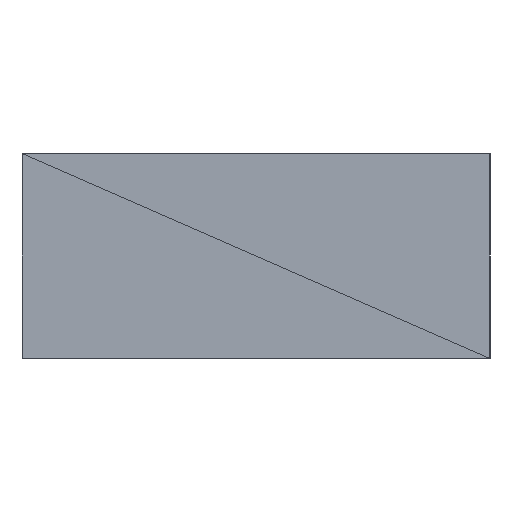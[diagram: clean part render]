
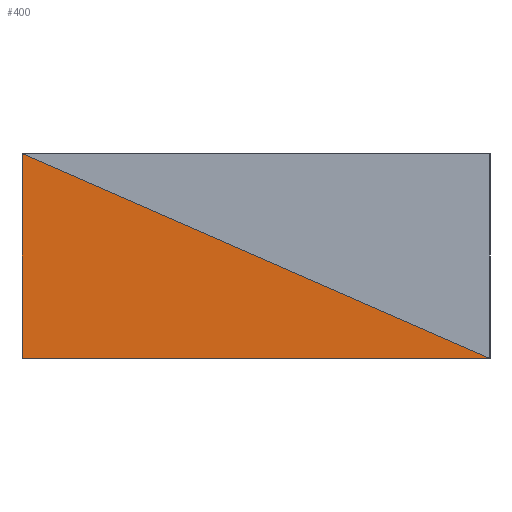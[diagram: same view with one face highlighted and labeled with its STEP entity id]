
A CAD part, left-side view. The second image highlights one B-rep face of the part: STEP entity #400.
In plain terms, the highlighted planar face has unit normal (-1, 0, 0).
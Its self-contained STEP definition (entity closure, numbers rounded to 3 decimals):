
#354 = VERTEX_POINT('',#355);
#355 = CARTESIAN_POINT('',(-196.,91.,0.));
#389 = PLANE('',#390);
#390 = AXIS2_PLACEMENT_3D('',#391,#392,#393);
#391 = CARTESIAN_POINT('',(20.244,-22.756,0.));
#392 = DIRECTION('',(-0.,-0.,-1.));
#393 = DIRECTION('',(-1.,0.,0.));
#400 = ADVANCED_FACE('',(#401),#415,.T.);
#401 = FACE_BOUND('',#402,.T.);
#402 = EDGE_LOOP('',(#403,#437,#462));
#403 = ORIENTED_EDGE('',*,*,#404,.T.);
#404 = EDGE_CURVE('',#405,#407,#409,.T.);
#405 = VERTEX_POINT('',#406);
#406 = CARTESIAN_POINT('',(-196.,-69.,0.));
#407 = VERTEX_POINT('',#408);
#408 = CARTESIAN_POINT('',(-196.,91.,70.));
#409 = SURFACE_CURVE('',#410,(#414,#426),.PCURVE_S1.);
#410 = LINE('',#411,#412);
#411 = CARTESIAN_POINT('',(-196.,-69.,0.));
#412 = VECTOR('',#413,1.);
#413 = DIRECTION('',(0.,0.916,0.401));
#414 = PCURVE('',#415,#420);
#415 = PLANE('',#416);
#416 = AXIS2_PLACEMENT_3D('',#417,#418,#419);
#417 = CARTESIAN_POINT('',(-196.,24.839,21.161));
#418 = DIRECTION('',(-1.,-0.,-0.));
#419 = DIRECTION('',(0.,0.,-1.));
#420 = DEFINITIONAL_REPRESENTATION('',(#421),#425);
#421 = LINE('',#422,#423);
#422 = CARTESIAN_POINT('',(21.161,93.839));
#423 = VECTOR('',#424,1.);
#424 = DIRECTION('',(-0.401,-0.916));
#425 = ( GEOMETRIC_REPRESENTATION_CONTEXT(2) 
PARAMETRIC_REPRESENTATION_CONTEXT() REPRESENTATION_CONTEXT('2D SPACE',''
  ) );
#426 = PCURVE('',#427,#432);
#427 = PLANE('',#428);
#428 = AXIS2_PLACEMENT_3D('',#429,#430,#431);
#429 = CARTESIAN_POINT('',(-196.,-2.839,48.839));
#430 = DIRECTION('',(-1.,-0.,-0.));
#431 = DIRECTION('',(0.,0.,-1.));
#432 = DEFINITIONAL_REPRESENTATION('',(#433),#436);
#433 = B_SPLINE_CURVE_WITH_KNOTS('',1,(#434,#435),.UNSPECIFIED.,.F.,.F.,
  (2,2),(0.,174.642),.PIECEWISE_BEZIER_KNOTS.);
#434 = CARTESIAN_POINT('',(48.839,66.161));
#435 = CARTESIAN_POINT('',(-21.161,-93.839));
#436 = ( GEOMETRIC_REPRESENTATION_CONTEXT(2) 
PARAMETRIC_REPRESENTATION_CONTEXT() REPRESENTATION_CONTEXT('2D SPACE',''
  ) );
#437 = ORIENTED_EDGE('',*,*,#438,.T.);
#438 = EDGE_CURVE('',#407,#354,#439,.T.);
#439 = SURFACE_CURVE('',#440,(#444,#451),.PCURVE_S1.);
#440 = LINE('',#441,#442);
#441 = CARTESIAN_POINT('',(-196.,91.,70.));
#442 = VECTOR('',#443,1.);
#443 = DIRECTION('',(0.,0.,-1.));
#444 = PCURVE('',#415,#445);
#445 = DEFINITIONAL_REPRESENTATION('',(#446),#450);
#446 = LINE('',#447,#448);
#447 = CARTESIAN_POINT('',(-48.839,-66.161));
#448 = VECTOR('',#449,1.);
#449 = DIRECTION('',(1.,0.));
#450 = ( GEOMETRIC_REPRESENTATION_CONTEXT(2) 
PARAMETRIC_REPRESENTATION_CONTEXT() REPRESENTATION_CONTEXT('2D SPACE',''
  ) );
#451 = PCURVE('',#452,#457);
#452 = PLANE('',#453);
#453 = AXIS2_PLACEMENT_3D('',#454,#455,#456);
#454 = CARTESIAN_POINT('',(37.719,91.,51.281));
#455 = DIRECTION('',(0.,1.,0.));
#456 = DIRECTION('',(0.,0.,1.));
#457 = DEFINITIONAL_REPRESENTATION('',(#458),#461);
#458 = B_SPLINE_CURVE_WITH_KNOTS('',1,(#459,#460),.UNSPECIFIED.,.F.,.F.,
  (2,2),(0.,70.),.PIECEWISE_BEZIER_KNOTS.);
#459 = CARTESIAN_POINT('',(18.719,-233.719));
#460 = CARTESIAN_POINT('',(-51.281,-233.719));
#461 = ( GEOMETRIC_REPRESENTATION_CONTEXT(2) 
PARAMETRIC_REPRESENTATION_CONTEXT() REPRESENTATION_CONTEXT('2D SPACE',''
  ) );
#462 = ORIENTED_EDGE('',*,*,#463,.T.);
#463 = EDGE_CURVE('',#354,#405,#464,.T.);
#464 = SURFACE_CURVE('',#465,(#469,#476),.PCURVE_S1.);
#465 = LINE('',#466,#467);
#466 = CARTESIAN_POINT('',(-196.,91.,0.));
#467 = VECTOR('',#468,1.);
#468 = DIRECTION('',(0.,-1.,0.));
#469 = PCURVE('',#415,#470);
#470 = DEFINITIONAL_REPRESENTATION('',(#471),#475);
#471 = LINE('',#472,#473);
#472 = CARTESIAN_POINT('',(21.161,-66.161));
#473 = VECTOR('',#474,1.);
#474 = DIRECTION('',(0.,1.));
#475 = ( GEOMETRIC_REPRESENTATION_CONTEXT(2) 
PARAMETRIC_REPRESENTATION_CONTEXT() REPRESENTATION_CONTEXT('2D SPACE',''
  ) );
#476 = PCURVE('',#389,#477);
#477 = DEFINITIONAL_REPRESENTATION('',(#478),#481);
#478 = B_SPLINE_CURVE_WITH_KNOTS('',1,(#479,#480),.UNSPECIFIED.,.F.,.F.,
  (2,2),(0.,160.),.PIECEWISE_BEZIER_KNOTS.);
#479 = CARTESIAN_POINT('',(216.244,113.756));
#480 = CARTESIAN_POINT('',(216.244,-46.244));
#481 = ( GEOMETRIC_REPRESENTATION_CONTEXT(2) 
PARAMETRIC_REPRESENTATION_CONTEXT() REPRESENTATION_CONTEXT('2D SPACE',''
  ) );
